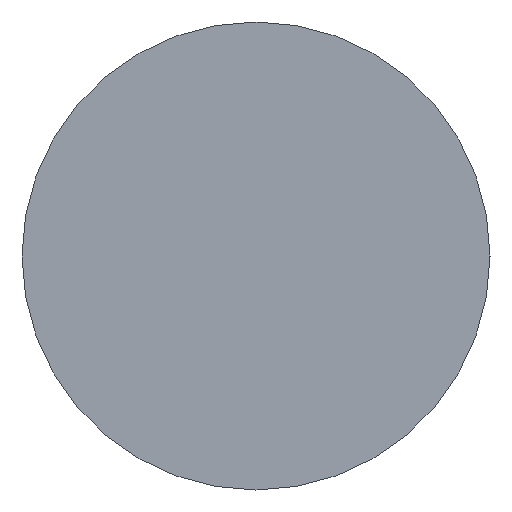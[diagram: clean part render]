
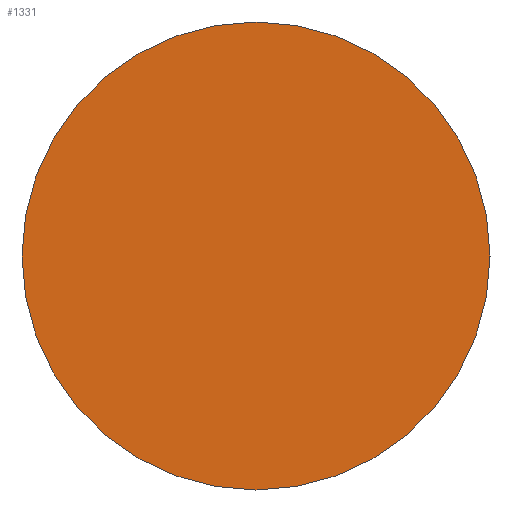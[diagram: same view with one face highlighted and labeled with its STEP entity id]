
A CAD part, left-side view. The second image highlights one B-rep face of the part: STEP entity #1331.
In plain terms, the highlighted planar face has unit normal (-1, 0, 0).
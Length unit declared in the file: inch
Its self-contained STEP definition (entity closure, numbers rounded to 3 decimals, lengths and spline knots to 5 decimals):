
#280 = PLANE ( 'NONE',  #290 ) ;
#290 = AXIS2_PLACEMENT_3D ( 'NONE', #2649, #2719, #2192 ) ;
#390 = CARTESIAN_POINT ( 'NONE',  ( 0., 0., -1.625 ) ) ;
#532 = AXIS2_PLACEMENT_3D ( 'NONE', #1404, #581, #1124 ) ;
#581 = DIRECTION ( 'NONE',  ( -1., 0., 0. ) ) ;
#788 = AXIS2_PLACEMENT_3D ( 'NONE', #1786, #1598, #2126 ) ;
#1124 = DIRECTION ( 'NONE',  ( 0., 0., 1. ) ) ;
#1164 = VERTEX_POINT ( 'NONE', #390 ) ;
#1331 = ADVANCED_FACE ( 'NONE', ( #3475 ), #280, .F. ) ;
#1404 = CARTESIAN_POINT ( 'NONE',  ( 0., 0., 0. ) ) ;
#1598 = DIRECTION ( 'NONE',  ( -1., 0., 0. ) ) ;
#1786 = CARTESIAN_POINT ( 'NONE',  ( 0., 0., 0. ) ) ;
#1982 = VERTEX_POINT ( 'NONE', #2850 ) ;
#2042 = EDGE_CURVE ( 'NONE', #1982, #1164, #2306, .T. ) ;
#2126 = DIRECTION ( 'NONE',  ( 0., 0., 1. ) ) ;
#2192 = DIRECTION ( 'NONE',  ( 0., 0., -1. ) ) ;
#2306 = CIRCLE ( 'NONE', #788, 1.625 ) ;
#2638 = EDGE_CURVE ( 'NONE', #1164, #1982, #2954, .T. ) ;
#2649 = CARTESIAN_POINT ( 'NONE',  ( 0., 1.625, 0. ) ) ;
#2697 = ORIENTED_EDGE ( 'NONE', *, *, #2638, .T. ) ;
#2719 = DIRECTION ( 'NONE',  ( 1., 0., 0. ) ) ;
#2850 = CARTESIAN_POINT ( 'NONE',  ( 0., 0., 1.625 ) ) ;
#2954 = CIRCLE ( 'NONE', #532, 1.625 ) ;
#3020 = EDGE_LOOP ( 'NONE', ( #3162, #2697 ) ) ;
#3162 = ORIENTED_EDGE ( 'NONE', *, *, #2042, .T. ) ;
#3475 = FACE_OUTER_BOUND ( 'NONE', #3020, .T. ) ;
